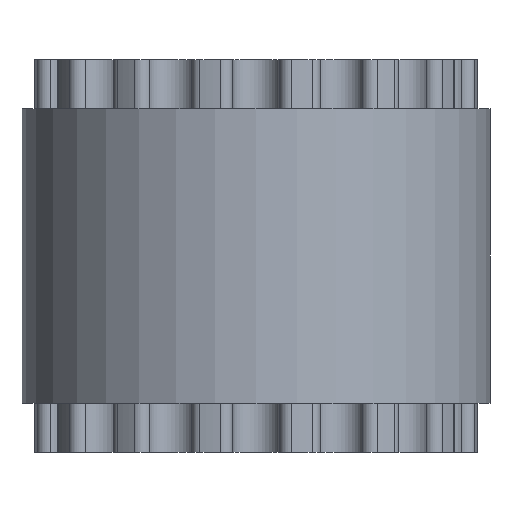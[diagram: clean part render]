
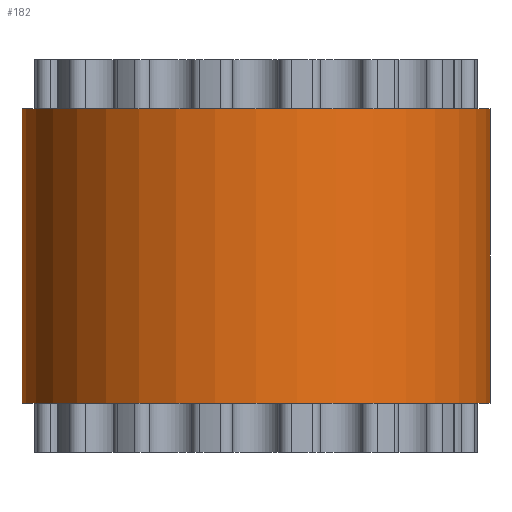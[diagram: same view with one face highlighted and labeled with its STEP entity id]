
A CAD part, front view. The second image highlights one B-rep face of the part: STEP entity #182.
In plain terms, the highlighted cylindrical face has radius 4.775 mm (diameter 9.549 mm), a full revolution.
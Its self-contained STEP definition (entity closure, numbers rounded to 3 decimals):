
#97=FACE_BOUND('',#368,.T.);
#98=FACE_BOUND('',#369,.T.);
#182=ADVANCED_FACE('',(#97,#98),#243,.T.);
#243=CYLINDRICAL_SURFACE('',#1463,4.775);
#368=EDGE_LOOP('',(#850));
#369=EDGE_LOOP('',(#851));
#850=ORIENTED_EDGE('',*,*,#1154,.T.);
#851=ORIENTED_EDGE('',*,*,#1155,.T.);
#972=VERTEX_POINT('',#2260);
#973=VERTEX_POINT('',#2262);
#1154=EDGE_CURVE('',#972,#972,#1276,.T.);
#1155=EDGE_CURVE('',#973,#973,#1277,.T.);
#1276=CIRCLE('',#1461,4.775);
#1277=CIRCLE('',#1462,4.775);
#1461=AXIS2_PLACEMENT_3D('',#2259,#1890,#1891);
#1462=AXIS2_PLACEMENT_3D('',#2261,#1892,#1893);
#1463=AXIS2_PLACEMENT_3D('',#2263,#1894,#1895);
#1890=DIRECTION('',(0.,0.,1.));
#1891=DIRECTION('',(1.,0.,0.));
#1892=DIRECTION('',(0.,0.,-1.));
#1893=DIRECTION('',(1.,0.,0.));
#1894=DIRECTION('',(0.,0.,1.));
#1895=DIRECTION('',(1.,0.,0.));
#2259=CARTESIAN_POINT('',(0.,0.,1.));
#2260=CARTESIAN_POINT('',(4.775,0.,1.));
#2261=CARTESIAN_POINT('',(0.,0.,7.));
#2262=CARTESIAN_POINT('',(4.775,0.,7.));
#2263=CARTESIAN_POINT('',(0.,0.,1.));
